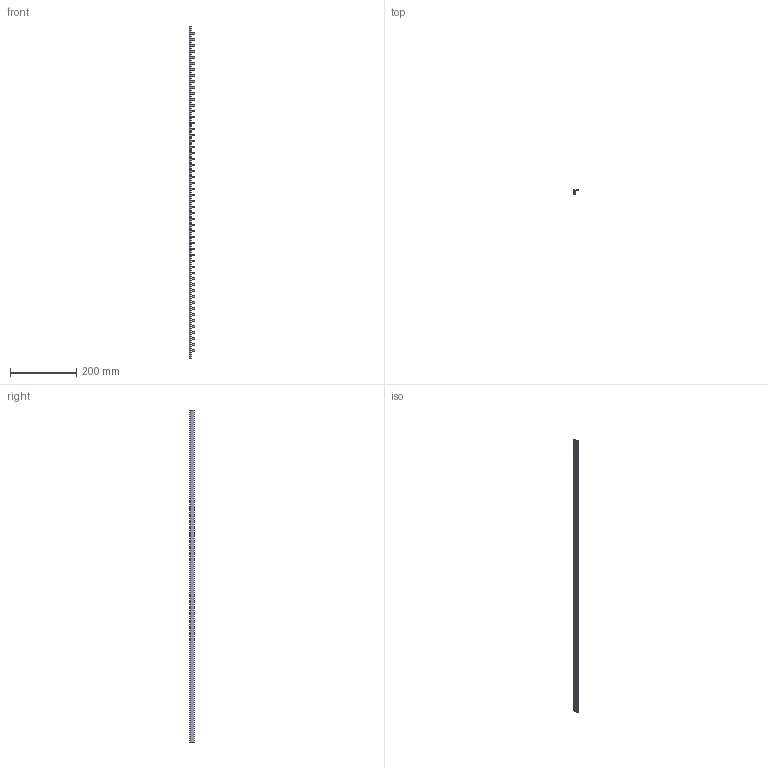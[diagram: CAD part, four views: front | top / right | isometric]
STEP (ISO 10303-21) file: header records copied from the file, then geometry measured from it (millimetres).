
FILE_DESCRIPTION((''),'2;1');
FILE_NAME('UP4','2022-03-19T',('Administrator'),(''),'PRO/ENGINEER BY PARAMETRIC TECHNOLOGY CORPORATION, 2013230','PRO/ENGINEER BY PARAMETRIC TECHNOLOGY CORPORATION, 2013230','');
FILE_SCHEMA(('CONFIG_CONTROL_DESIGN'));
Length unit declared in the file: millimetre
Products named in the file (1): UP4
Bounding box: 16.3 x 15.03 x 1000 mm (x, y, z)
Volume: 56536.7 mm3; surface area: 69962.4 mm2
Topology: 1 solids, 1 shells, 556 faces, 1554 edges, 1000 vertices
Faces by surface type: plane 440, cylinder 116
Entity records: 17604 total; most frequent: CARTESIAN_POINT 3110, ORIENTED_EDGE 3108, DIRECTION 2898, EDGE_CURVE 1554, VECTOR 1322, LINE 1322, VERTEX_POINT 1000, AXIS2_PLACEMENT_3D 788
